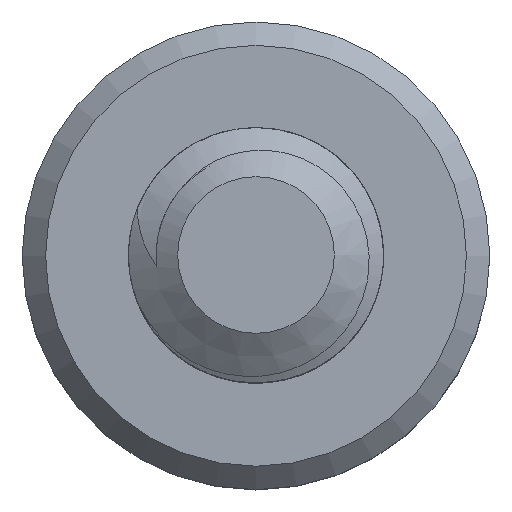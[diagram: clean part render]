
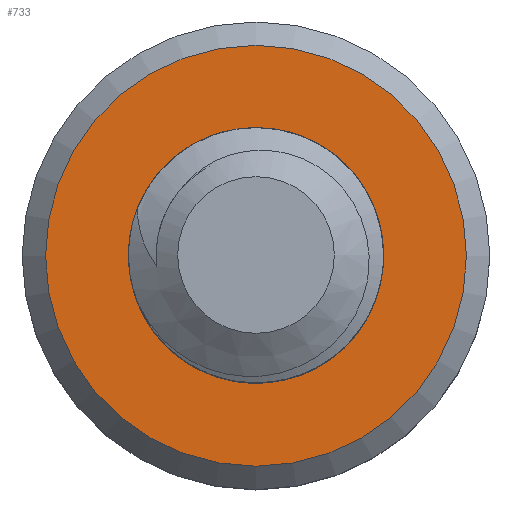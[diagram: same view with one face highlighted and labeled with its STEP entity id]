
A CAD part, top view. The second image highlights one B-rep face of the part: STEP entity #733.
In plain terms, the highlighted planar face has unit normal (0, 0, 1).
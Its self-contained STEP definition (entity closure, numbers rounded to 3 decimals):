
#16=FACE_BOUND('',#121,.T.);
#19=PLANE('',#816);
#75=FACE_OUTER_BOUND('',#120,.T.);
#120=EDGE_LOOP('',(#633,#634));
#121=EDGE_LOOP('',(#635,#636,#637,#638));
#134=CIRCLE('',#767,1.5);
#139=CIRCLE('',#792,2.475);
#140=CIRCLE('',#793,2.475);
#149=CIRCLE('',#807,1.175);
#201=B_SPLINE_CURVE_WITH_KNOTS('',3,(#4784,#4785,#4786,#4787,#4788,#4789,
#4790,#4791,#4792,#4793,#4794,#4795,#4796,#4797,#4798,#4799,#4800,#4801,
#4802,#4803,#4804,#4805,#4806,#4807,#4808,#4809,#4810,#4811,#4812,#4813,
#4814,#4815,#4816,#4817,#4818,#4819,#4820,#4821,#4822,#4823),
 .UNSPECIFIED.,.F.,.F.,(4,3,3,3,3,3,3,3,3,3,3,3,3,4),(0.,0.033,
0.065,0.099,0.115,0.133,
0.16,0.17,0.233,0.276,
0.321,0.342,0.344,0.411),
 .UNSPECIFIED.);
#202=B_SPLINE_CURVE_WITH_KNOTS('',3,(#5138,#5139,#5140,#5141,#5142,#5143,
#5144,#5145,#5146,#5147,#5148,#5149,#5150,#5151,#5152,#5153,#5154,#5155,
#5156,#5157,#5158,#5159,#5160,#5161,#5162,#5163,#5164,#5165,#5166,#5167,
#5168,#5169,#5170,#5171,#5172,#5173,#5174,#5175,#5176,#5177,#5178,#5179,
#5180,#5181,#5182,#5183,#5184,#5185,#5186),.UNSPECIFIED.,.F.,.F.,(4,3,3,
3,3,3,3,3,3,3,3,3,3,3,3,3,4),(0.,0.041,0.081,
0.115,0.125,0.132,0.138,
0.148,0.155,0.183,0.204,0.216,
0.223,0.229,0.254,0.259,
0.298),.UNSPECIFIED.);
#277=VERTEX_POINT('',#998);
#278=VERTEX_POINT('',#1024);
#322=VERTEX_POINT('',#4289);
#323=VERTEX_POINT('',#4291);
#334=VERTEX_POINT('',#4424);
#335=VERTEX_POINT('',#4447);
#348=EDGE_CURVE('',#277,#278,#134,.T.);
#412=EDGE_CURVE('',#323,#322,#139,.T.);
#413=EDGE_CURVE('',#322,#323,#140,.T.);
#430=EDGE_CURVE('',#335,#334,#149,.T.);
#433=EDGE_CURVE('',#334,#278,#201,.T.);
#434=EDGE_CURVE('',#277,#335,#202,.T.);
#633=ORIENTED_EDGE('',*,*,#412,.T.);
#634=ORIENTED_EDGE('',*,*,#413,.T.);
#635=ORIENTED_EDGE('',*,*,#348,.F.);
#636=ORIENTED_EDGE('',*,*,#434,.T.);
#637=ORIENTED_EDGE('',*,*,#430,.T.);
#638=ORIENTED_EDGE('',*,*,#433,.T.);
#733=ADVANCED_FACE('',(#75,#16),#19,.F.);
#767=AXIS2_PLACEMENT_3D('',#1025,#834,#835);
#792=AXIS2_PLACEMENT_3D('',#4292,#904,#905);
#793=AXIS2_PLACEMENT_3D('',#4293,#906,#907);
#807=AXIS2_PLACEMENT_3D('',#4448,#937,#938);
#816=AXIS2_PLACEMENT_3D('',#5198,#955,#956);
#834=DIRECTION('center_axis',(0.,0.,1.));
#835=DIRECTION('ref_axis',(1.,0.,0.));
#904=DIRECTION('center_axis',(0.,0.,1.));
#905=DIRECTION('ref_axis',(-1.,0.,0.));
#906=DIRECTION('center_axis',(0.,0.,1.));
#907=DIRECTION('ref_axis',(-1.,0.,0.));
#937=DIRECTION('center_axis',(0.,0.,-1.));
#938=DIRECTION('ref_axis',(1.,0.,0.));
#955=DIRECTION('center_axis',(0.,0.,-1.));
#956=DIRECTION('ref_axis',(-1.,0.,0.));
#998=CARTESIAN_POINT('',(0.,1.5,-5.));
#1024=CARTESIAN_POINT('',(-1.051,1.07,-5.));
#1025=CARTESIAN_POINT('Origin',(0.,0.,-5.));
#4289=CARTESIAN_POINT('',(2.475,0.,-5.));
#4291=CARTESIAN_POINT('',(-2.475,0.,-5.));
#4292=CARTESIAN_POINT('Origin',(0.,0.,-5.));
#4293=CARTESIAN_POINT('Origin',(0.,0.,-5.));
#4424=CARTESIAN_POINT('',(0.,-1.175,-5.));
#4447=CARTESIAN_POINT('',(0.823,-0.839,-5.));
#4448=CARTESIAN_POINT('Origin',(0.,0.,-5.));
#4784=CARTESIAN_POINT('Ctrl Pts',(0.,-1.175,
-5.));
#4785=CARTESIAN_POINT('Ctrl Pts',(-0.109,-1.187,-5.));
#4786=CARTESIAN_POINT('Ctrl Pts',(-0.219,-1.184,
-5.));
#4787=CARTESIAN_POINT('Ctrl Pts',(-0.328,-1.167,
-5.));
#4788=CARTESIAN_POINT('Ctrl Pts',(-0.434,-1.15,-5.));
#4789=CARTESIAN_POINT('Ctrl Pts',(-0.538,-1.119,
-5.));
#4790=CARTESIAN_POINT('Ctrl Pts',(-0.636,-1.075,
-5.));
#4791=CARTESIAN_POINT('Ctrl Pts',(-0.739,-1.029,
-5.));
#4792=CARTESIAN_POINT('Ctrl Pts',(-0.836,-0.969,
-5.));
#4793=CARTESIAN_POINT('Ctrl Pts',(-0.923,-0.897,
-5.));
#4794=CARTESIAN_POINT('Ctrl Pts',(-0.963,-0.864,
-5.));
#4795=CARTESIAN_POINT('Ctrl Pts',(-1.001,-0.827,
-5.));
#4796=CARTESIAN_POINT('Ctrl Pts',(-1.035,-0.791,
-5.));
#4797=CARTESIAN_POINT('Ctrl Pts',(-1.076,-0.748,
-5.));
#4798=CARTESIAN_POINT('Ctrl Pts',(-1.112,-0.704,-5.));
#4799=CARTESIAN_POINT('Ctrl Pts',(-1.143,-0.66,
-5.));
#4800=CARTESIAN_POINT('Ctrl Pts',(-1.187,-0.597,
-5.));
#4801=CARTESIAN_POINT('Ctrl Pts',(-1.224,-0.535,
-5.));
#4802=CARTESIAN_POINT('Ctrl Pts',(-1.252,-0.477,
-5.));
#4803=CARTESIAN_POINT('Ctrl Pts',(-1.264,-0.455,
-5.));
#4804=CARTESIAN_POINT('Ctrl Pts',(-1.274,-0.434,
-5.));
#4805=CARTESIAN_POINT('Ctrl Pts',(-1.283,-0.412,
-5.));
#4806=CARTESIAN_POINT('Ctrl Pts',(-1.34,-0.282,
-5.));
#4807=CARTESIAN_POINT('Ctrl Pts',(-1.377,-0.143,
-5.));
#4808=CARTESIAN_POINT('Ctrl Pts',(-1.392,-0.001,
-5.));
#4809=CARTESIAN_POINT('Ctrl Pts',(-1.402,0.097,
-5.));
#4810=CARTESIAN_POINT('Ctrl Pts',(-1.402,0.197,-5.));
#4811=CARTESIAN_POINT('Ctrl Pts',(-1.391,0.296,-5.));
#4812=CARTESIAN_POINT('Ctrl Pts',(-1.38,0.395,-5.));
#4813=CARTESIAN_POINT('Ctrl Pts',(-1.358,0.494,-5.));
#4814=CARTESIAN_POINT('Ctrl Pts',(-1.325,0.589,-5.));
#4815=CARTESIAN_POINT('Ctrl Pts',(-1.31,0.635,-5.));
#4816=CARTESIAN_POINT('Ctrl Pts',(-1.292,0.679,-5.));
#4817=CARTESIAN_POINT('Ctrl Pts',(-1.273,0.722,-5.));
#4818=CARTESIAN_POINT('Ctrl Pts',(-1.271,0.725,-5.));
#4819=CARTESIAN_POINT('Ctrl Pts',(-1.269,0.729,-5.));
#4820=CARTESIAN_POINT('Ctrl Pts',(-1.268,0.732,-5.));
#4821=CARTESIAN_POINT('Ctrl Pts',(-1.206,0.863,-5.));
#4822=CARTESIAN_POINT('Ctrl Pts',(-1.13,0.977,-5.));
#4823=CARTESIAN_POINT('Ctrl Pts',(-1.051,1.07,-5.));
#5138=CARTESIAN_POINT('Ctrl Pts',(0.,1.5,
-5.));
#5139=CARTESIAN_POINT('Ctrl Pts',(0.137,1.489,-5.));
#5140=CARTESIAN_POINT('Ctrl Pts',(0.272,1.457,-5.));
#5141=CARTESIAN_POINT('Ctrl Pts',(0.4,1.408,-5.));
#5142=CARTESIAN_POINT('Ctrl Pts',(0.524,1.359,-5.));
#5143=CARTESIAN_POINT('Ctrl Pts',(0.641,1.293,-5.));
#5144=CARTESIAN_POINT('Ctrl Pts',(0.747,1.212,-5.));
#5145=CARTESIAN_POINT('Ctrl Pts',(0.836,1.144,-5.));
#5146=CARTESIAN_POINT('Ctrl Pts',(0.916,1.066,-5.));
#5147=CARTESIAN_POINT('Ctrl Pts',(0.986,0.98,-5.));
#5148=CARTESIAN_POINT('Ctrl Pts',(1.008,0.953,-5.));
#5149=CARTESIAN_POINT('Ctrl Pts',(1.029,0.925,-5.));
#5150=CARTESIAN_POINT('Ctrl Pts',(1.048,0.897,-5.));
#5151=CARTESIAN_POINT('Ctrl Pts',(1.061,0.878,-5.));
#5152=CARTESIAN_POINT('Ctrl Pts',(1.074,0.859,-5.));
#5153=CARTESIAN_POINT('Ctrl Pts',(1.087,0.839,-5.));
#5154=CARTESIAN_POINT('Ctrl Pts',(1.096,0.824,-5.));
#5155=CARTESIAN_POINT('Ctrl Pts',(1.105,0.809,-5.));
#5156=CARTESIAN_POINT('Ctrl Pts',(1.115,0.792,-5.));
#5157=CARTESIAN_POINT('Ctrl Pts',(1.135,0.758,-5.));
#5158=CARTESIAN_POINT('Ctrl Pts',(1.155,0.72,-5.));
#5159=CARTESIAN_POINT('Ctrl Pts',(1.174,0.678,-5.));
#5160=CARTESIAN_POINT('Ctrl Pts',(1.186,0.652,-5.));
#5161=CARTESIAN_POINT('Ctrl Pts',(1.198,0.624,-5.));
#5162=CARTESIAN_POINT('Ctrl Pts',(1.209,0.595,-5.));
#5163=CARTESIAN_POINT('Ctrl Pts',(1.253,0.477,-5.));
#5164=CARTESIAN_POINT('Ctrl Pts',(1.28,0.352,-5.));
#5165=CARTESIAN_POINT('Ctrl Pts',(1.289,0.226,-5.));
#5166=CARTESIAN_POINT('Ctrl Pts',(1.295,0.132,-5.));
#5167=CARTESIAN_POINT('Ctrl Pts',(1.291,0.036,-5.));
#5168=CARTESIAN_POINT('Ctrl Pts',(1.276,-0.058,-5.));
#5169=CARTESIAN_POINT('Ctrl Pts',(1.267,-0.114,-5.));
#5170=CARTESIAN_POINT('Ctrl Pts',(1.254,-0.169,-5.));
#5171=CARTESIAN_POINT('Ctrl Pts',(1.238,-0.224,-5.));
#5172=CARTESIAN_POINT('Ctrl Pts',(1.229,-0.254,-5.));
#5173=CARTESIAN_POINT('Ctrl Pts',(1.219,-0.283,-5.));
#5174=CARTESIAN_POINT('Ctrl Pts',(1.207,-0.313,-5.));
#5175=CARTESIAN_POINT('Ctrl Pts',(1.198,-0.337,-5.));
#5176=CARTESIAN_POINT('Ctrl Pts',(1.188,-0.361,-5.));
#5177=CARTESIAN_POINT('Ctrl Pts',(1.178,-0.383,-5.));
#5178=CARTESIAN_POINT('Ctrl Pts',(1.134,-0.48,-5.));
#5179=CARTESIAN_POINT('Ctrl Pts',(1.086,-0.555,-5.));
#5180=CARTESIAN_POINT('Ctrl Pts',(1.049,-0.606,-5.));
#5181=CARTESIAN_POINT('Ctrl Pts',(1.041,-0.616,-5.));
#5182=CARTESIAN_POINT('Ctrl Pts',(1.034,-0.626,-5.));
#5183=CARTESIAN_POINT('Ctrl Pts',(1.027,-0.635,-5.));
#5184=CARTESIAN_POINT('Ctrl Pts',(0.968,-0.711,
-5.));
#5185=CARTESIAN_POINT('Ctrl Pts',(0.9,-0.78,
-5.));
#5186=CARTESIAN_POINT('Ctrl Pts',(0.823,-0.839,-5.));
#5198=CARTESIAN_POINT('Origin',(0.,0.,-5.));
